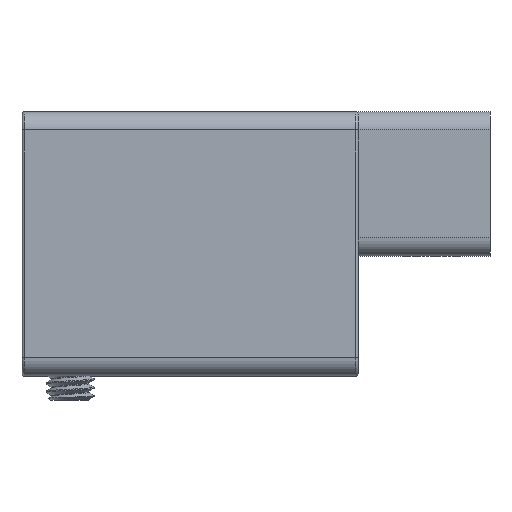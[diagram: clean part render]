
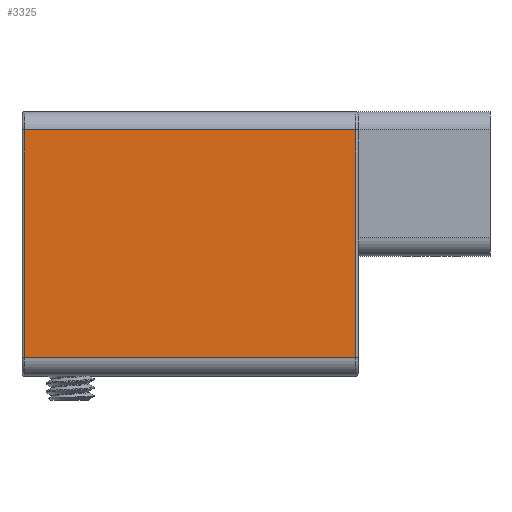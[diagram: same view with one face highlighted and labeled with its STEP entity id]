
A CAD part, top view. The second image highlights one B-rep face of the part: STEP entity #3325.
In plain terms, the highlighted planar face has unit normal (0, 0, 1).
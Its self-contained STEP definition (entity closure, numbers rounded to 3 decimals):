
#89=PLANE('',#3617);
#387=FACE_OUTER_BOUND('',#593,.T.);
#593=EDGE_LOOP('',(#2892,#2893,#2894,#2895));
#1093=LINE('',#11930,#1280);
#1096=LINE('',#11941,#1283);
#1097=LINE('',#11943,#1284);
#1098=LINE('',#11944,#1285);
#1280=VECTOR('',#4221,10.);
#1283=VECTOR('',#4236,10.);
#1284=VECTOR('',#4237,10.);
#1285=VECTOR('',#4238,10.);
#1573=VERTEX_POINT('',#11922);
#1575=VERTEX_POINT('',#11928);
#1577=VERTEX_POINT('',#11940);
#1578=VERTEX_POINT('',#11942);
#2025=EDGE_CURVE('',#1575,#1573,#1093,.T.);
#2031=EDGE_CURVE('',#1577,#1575,#1096,.T.);
#2032=EDGE_CURVE('',#1578,#1577,#1097,.T.);
#2033=EDGE_CURVE('',#1573,#1578,#1098,.T.);
#2892=ORIENTED_EDGE('',*,*,#2025,.F.);
#2893=ORIENTED_EDGE('',*,*,#2031,.F.);
#2894=ORIENTED_EDGE('',*,*,#2032,.F.);
#2895=ORIENTED_EDGE('',*,*,#2033,.F.);
#3325=ADVANCED_FACE('',(#387),#89,.T.);
#3617=AXIS2_PLACEMENT_3D('',#11939,#4234,#4235);
#4221=DIRECTION('',(0.,1.,0.));
#4234=DIRECTION('center_axis',(0.,0.,1.));
#4235=DIRECTION('ref_axis',(1.,0.,0.));
#4236=DIRECTION('',(-1.,0.,0.));
#4237=DIRECTION('',(0.,-1.,0.));
#4238=DIRECTION('',(1.,0.,0.));
#11922=CARTESIAN_POINT('',(0.2,20.5,12.));
#11928=CARTESIAN_POINT('',(0.2,1.5,12.));
#11930=CARTESIAN_POINT('',(0.2,16.5,12.));
#11939=CARTESIAN_POINT('Origin',(14.,11.,12.));
#11940=CARTESIAN_POINT('',(27.8,1.5,12.));
#11941=CARTESIAN_POINT('',(7.,1.5,12.));
#11942=CARTESIAN_POINT('',(27.8,20.5,12.));
#11943=CARTESIAN_POINT('',(27.8,5.5,12.));
#11944=CARTESIAN_POINT('',(21.,20.5,12.));
